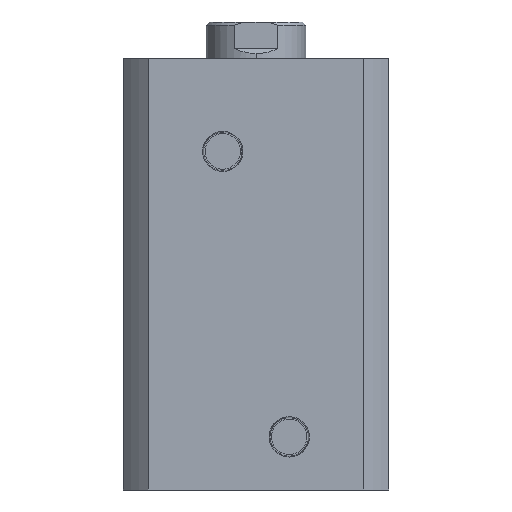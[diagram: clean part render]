
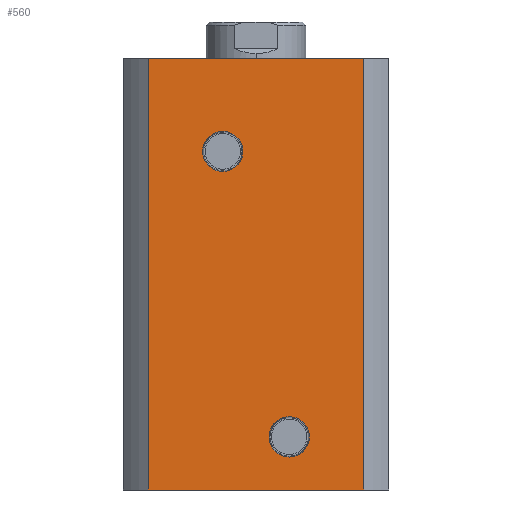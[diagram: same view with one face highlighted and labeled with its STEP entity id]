
A CAD part, left-side view. The second image highlights one B-rep face of the part: STEP entity #560.
In plain terms, the highlighted planar face has unit normal (-1, 0, 0).
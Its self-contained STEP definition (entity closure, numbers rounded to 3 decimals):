
#144 = ORIENTED_EDGE ( 'NONE', *, *, #1544, .F. ) ;
#145 = ORIENTED_EDGE ( 'NONE', *, *, #1409, .F. ) ;
#146 = ORIENTED_EDGE ( 'NONE', *, *, #1545, .F. ) ;
#147 = ORIENTED_EDGE ( 'NONE', *, *, #1417, .F. ) ;
#148 = ORIENTED_EDGE ( 'NONE', *, *, #1546, .T. ) ;
#149 = ORIENTED_EDGE ( 'NONE', *, *, #1547, .F. ) ;
#150 = ORIENTED_EDGE ( 'NONE', *, *, #1548, .F. ) ;
#151 = ORIENTED_EDGE ( 'NONE', *, *, #1542, .T. ) ;
#368 = EDGE_LOOP ( 'NONE', ( #146, #147 ) ) ;
#369 = EDGE_LOOP ( 'NONE', ( #144, #145 ) ) ;
#560 = ADVANCED_FACE ( 'NONE', ( #3601, #2518, #2521 ), #2466, .F. ) ;
#749 = CARTESIAN_POINT ( 'NONE',  ( -40., -10., 16. ) ) ;
#750 = DIRECTION ( 'NONE',  ( -1., 0., 0. ) ) ;
#751 = DIRECTION ( 'NONE',  ( 0., 0., 1. ) ) ;
#769 = CARTESIAN_POINT ( 'NONE',  ( -40., 10., 102. ) ) ;
#770 = DIRECTION ( 'NONE',  ( -1., 0., 0. ) ) ;
#771 = DIRECTION ( 'NONE',  ( 0., 0., 1. ) ) ;
#1093 = CARTESIAN_POINT ( 'NONE',  ( -40., -32.438, 0. ) ) ;
#1096 = CARTESIAN_POINT ( 'NONE',  ( -40., 32.438, 130. ) ) ;
#1133 = CARTESIAN_POINT ( 'NONE',  ( -40., 10., 108.06 ) ) ;
#1151 = CARTESIAN_POINT ( 'NONE',  ( -40., -10., 9.94 ) ) ;
#1161 = CARTESIAN_POINT ( 'NONE',  ( -40., -32.438, 130. ) ) ;
#1177 = CARTESIAN_POINT ( 'NONE',  ( -40., -10., 22.06 ) ) ;
#1248 = CARTESIAN_POINT ( 'NONE',  ( -40., 32.438, 0. ) ) ;
#1258 = CARTESIAN_POINT ( 'NONE',  ( -40., 10., 95.94 ) ) ;
#1409 = EDGE_CURVE ( 'NONE', #2822, #2853, #2416, .T. ) ;
#1417 = EDGE_CURVE ( 'NONE', #2975, #2804, #3677, .T. ) ;
#1542 = EDGE_CURVE ( 'NONE', #2767, #2964, #3133, .T. ) ;
#1544 = EDGE_CURVE ( 'NONE', #2853, #2822, #3136, .T. ) ;
#1545 = EDGE_CURVE ( 'NONE', #2804, #2975, #3137, .T. ) ;
#1546 = EDGE_CURVE ( 'NONE', #2964, #2764, #3138, .T. ) ;
#1547 = EDGE_CURVE ( 'NONE', #2832, #2764, #3139, .T. ) ;
#1548 = EDGE_CURVE ( 'NONE', #2767, #2832, #3134, .T. ) ;
#1670 = AXIS2_PLACEMENT_3D ( 'NONE', #2458, #2470, #2460 ) ;
#1712 = AXIS2_PLACEMENT_3D ( 'NONE', #749, #750, #751 ) ;
#1716 = AXIS2_PLACEMENT_3D ( 'NONE', #769, #770, #771 ) ;
#1757 = AXIS2_PLACEMENT_3D ( 'NONE', #1986, #1987, #1988 ) ;
#1758 = AXIS2_PLACEMENT_3D ( 'NONE', #1991, #1992, #1993 ) ;
#1969 = DIRECTION ( 'NONE',  ( 0., 0., -1. ) ) ;
#1975 = CARTESIAN_POINT ( 'NONE',  ( -40., 32.438, 130. ) ) ;
#1984 = CARTESIAN_POINT ( 'NONE',  ( -40., 0., 0. ) ) ;
#1985 = DIRECTION ( 'NONE',  ( 0., -1., 0. ) ) ;
#1986 = CARTESIAN_POINT ( 'NONE',  ( -40., -10., 16. ) ) ;
#1987 = DIRECTION ( 'NONE',  ( -1., 0., 0. ) ) ;
#1988 = DIRECTION ( 'NONE',  ( 0., 0., 1. ) ) ;
#1990 = CARTESIAN_POINT ( 'NONE',  ( -40., 0., 130. ) ) ;
#1991 = CARTESIAN_POINT ( 'NONE',  ( -40., 10., 102. ) ) ;
#1992 = DIRECTION ( 'NONE',  ( -1., 0., 0. ) ) ;
#1993 = DIRECTION ( 'NONE',  ( 0., 0., 1. ) ) ;
#1994 = CARTESIAN_POINT ( 'NONE',  ( -40., -32.438, 130. ) ) ;
#1996 = DIRECTION ( 'NONE',  ( 0., 0., -1. ) ) ;
#1997 = DIRECTION ( 'NONE',  ( 0., -1., 0. ) ) ;
#2416 = CIRCLE ( 'NONE', #1712, 6.06 ) ;
#2458 = CARTESIAN_POINT ( 'NONE',  ( -40., 0., 130. ) ) ;
#2460 = DIRECTION ( 'NONE',  ( 0., 1., 0. ) ) ;
#2466 = PLANE ( 'NONE',  #1670 ) ;
#2470 = DIRECTION ( 'NONE',  ( 1., 0., 0. ) ) ;
#2518 = FACE_BOUND ( 'NONE', #368, .T. ) ;
#2521 = FACE_OUTER_BOUND ( 'NONE', #2576, .T. ) ;
#2576 = EDGE_LOOP ( 'NONE', ( #148, #149, #150, #151 ) ) ;
#2764 = VERTEX_POINT ( 'NONE', #1093 ) ;
#2767 = VERTEX_POINT ( 'NONE', #1096 ) ;
#2804 = VERTEX_POINT ( 'NONE', #1133 ) ;
#2822 = VERTEX_POINT ( 'NONE', #1151 ) ;
#2832 = VERTEX_POINT ( 'NONE', #1161 ) ;
#2853 = VERTEX_POINT ( 'NONE', #1177 ) ;
#2964 = VERTEX_POINT ( 'NONE', #1248 ) ;
#2975 = VERTEX_POINT ( 'NONE', #1258 ) ;
#3133 = LINE ( 'NONE', #1975, #3135 ) ;
#3134 = LINE ( 'NONE', #1990, #3144 ) ;
#3135 = VECTOR ( 'NONE', #1969, 1000. ) ;
#3136 = CIRCLE ( 'NONE', #1757, 6.06 ) ;
#3137 = CIRCLE ( 'NONE', #1758, 6.06 ) ;
#3138 = LINE ( 'NONE', #1984, #3140 ) ;
#3139 = LINE ( 'NONE', #1994, #3142 ) ;
#3140 = VECTOR ( 'NONE', #1985, 1000. ) ;
#3142 = VECTOR ( 'NONE', #1996, 1000. ) ;
#3144 = VECTOR ( 'NONE', #1997, 1000. ) ;
#3601 = FACE_BOUND ( 'NONE', #369, .T. ) ;
#3677 = CIRCLE ( 'NONE', #1716, 6.06 ) ;
